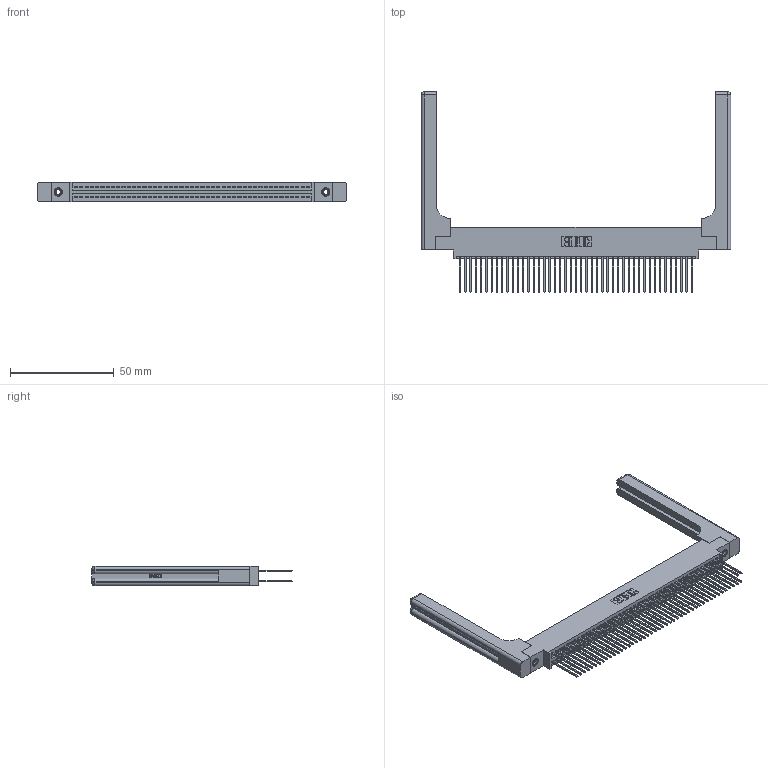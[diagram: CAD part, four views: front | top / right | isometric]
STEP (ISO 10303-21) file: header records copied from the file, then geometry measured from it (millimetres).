
FILE_DESCRIPTION (( 'STEP AP203' ), '1' );
FILE_NAME ('345-090-542-858.STEP', '2019-11-01T16:19:35', ( '' ), ( '' ), 'SwSTEP 2.0', 'SolidWorks 2016', '' );
FILE_SCHEMA (( 'CONFIG_CONTROL_DESIGN' ));
Length unit declared in the file: inch
Products named in the file (5): 345 Part_0.170 Offset - 0.156 Dia-TH; 345-292-001_345-293-142; 345-250-001_345-250-001-102; 345-090-542-858; 345-220-058_345-220-058
Assembly tree (95 placements, depth 2):
  345-090-542-858
    345 Part_0.170 Offset - 0.156 Dia-TH
    345-292-001_345-293-142  x90
    345-250-001_345-250-001-102  x2
    345-220-058_345-220-058  x2
Bounding box: 149.33 x 96.57 x 9.4 mm (x, y, z)
Volume: 23314.9 mm3; surface area: 29156.7 mm2
Topology: 95 solids, 95 shells, 4886 faces, 14429 edges, 9478 vertices
Faces by surface type: plane 3202, cylinder 1624, bspline 36, cone 12, sphere 8, torus 4
Entity records: 40236 total; most frequent: CARTESIAN_POINT 7737, ORIENTED_EDGE 6468, DIRECTION 5750, EDGE_CURVE 3234, VECTOR 2830, LINE 2830, VERTEX_POINT 2146, AXIS2_PLACEMENT_3D 1460
